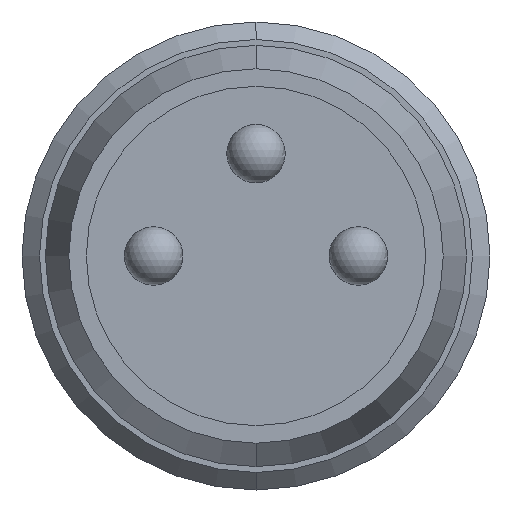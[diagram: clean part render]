
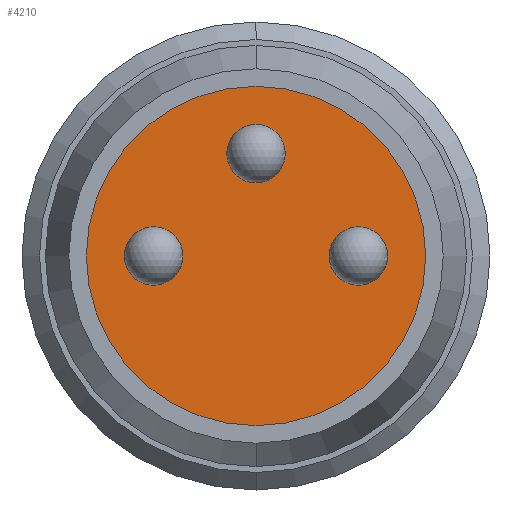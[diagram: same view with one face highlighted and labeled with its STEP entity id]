
A CAD part, front view. The second image highlights one B-rep face of the part: STEP entity #4210.
In plain terms, the highlighted planar face has unit normal (0, -1, 0).
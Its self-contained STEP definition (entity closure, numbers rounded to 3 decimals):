
#51=CARTESIAN_POINT('',(0.0,-3.5,2.9));
#52=VERTEX_POINT('',#51);
#68=CARTESIAN_POINT('',(0.,-3.5,-2.9));
#69=VERTEX_POINT('',#68);
#76=CARTESIAN_POINT('',(0.0,-3.5,0.));
#77=DIRECTION('',(0.0,1.0,0.0));
#78=DIRECTION('',(0.0,0.0,1.0));
#79=AXIS2_PLACEMENT_3D('',#76,#77,#78);
#80=CIRCLE('',#79,2.9);
#81=EDGE_CURVE('',#69,#52,#80,.T.);
#491=CARTESIAN_POINT('',(-1.25,-3.5,0.));
#492=VERTEX_POINT('',#491);
#501=CARTESIAN_POINT('',(-2.25,-3.5,0.));
#502=VERTEX_POINT('',#501);
#503=CARTESIAN_POINT('',(-1.75,-3.5,0.));
#504=DIRECTION('',(0.0,1.0,0.0));
#505=DIRECTION('',(1.0,0.0,0.0));
#506=AXIS2_PLACEMENT_3D('',#503,#504,#505);
#507=CIRCLE('',#506,0.5);
#508=EDGE_CURVE('',#502,#492,#507,.T.);
#533=CARTESIAN_POINT('',(2.25,-3.5,0.));
#534=VERTEX_POINT('',#533);
#543=CARTESIAN_POINT('',(1.25,-3.5,0.));
#544=VERTEX_POINT('',#543);
#545=CARTESIAN_POINT('',(1.75,-3.5,0.));
#546=DIRECTION('',(0.0,1.0,0.0));
#547=DIRECTION('',(1.0,0.0,0.0));
#548=AXIS2_PLACEMENT_3D('',#545,#546,#547);
#549=CIRCLE('',#548,0.5);
#550=EDGE_CURVE('',#544,#534,#549,.T.);
#575=CARTESIAN_POINT('',(0.5,-3.5,1.75));
#576=VERTEX_POINT('',#575);
#585=CARTESIAN_POINT('',(-0.5,-3.5,1.75));
#586=VERTEX_POINT('',#585);
#587=CARTESIAN_POINT('',(0.0,-3.5,1.75));
#588=DIRECTION('',(0.0,1.0,0.0));
#589=DIRECTION('',(1.0,0.0,0.0));
#590=AXIS2_PLACEMENT_3D('',#587,#588,#589);
#591=CIRCLE('',#590,0.5);
#592=EDGE_CURVE('',#586,#576,#591,.T.);
#3817=CARTESIAN_POINT('',(0.0,-3.5,1.75));
#3818=DIRECTION('',(0.0,1.0,0.0));
#3819=DIRECTION('',(1.0,0.0,0.0));
#3820=AXIS2_PLACEMENT_3D('',#3817,#3818,#3819);
#3821=CIRCLE('',#3820,0.5);
#3822=EDGE_CURVE('',#576,#586,#3821,.T.);
#3851=CARTESIAN_POINT('',(1.75,-3.5,0.));
#3852=DIRECTION('',(0.0,1.0,0.0));
#3853=DIRECTION('',(1.0,0.0,0.0));
#3854=AXIS2_PLACEMENT_3D('',#3851,#3852,#3853);
#3855=CIRCLE('',#3854,0.5);
#3856=EDGE_CURVE('',#534,#544,#3855,.T.);
#3885=CARTESIAN_POINT('',(-1.75,-3.5,0.));
#3886=DIRECTION('',(0.0,1.0,0.0));
#3887=DIRECTION('',(1.0,0.0,0.0));
#3888=AXIS2_PLACEMENT_3D('',#3885,#3886,#3887);
#3889=CIRCLE('',#3888,0.5);
#3890=EDGE_CURVE('',#492,#502,#3889,.T.);
#4183=CARTESIAN_POINT('',(0.0,-3.5,1.45));
#4184=DIRECTION('',(0.0,-1.0,0.0));
#4185=DIRECTION('',(0.0,0.0,-1.0));
#4186=AXIS2_PLACEMENT_3D('',#4183,#4184,#4185);
#4187=PLANE('',#4186);
#4188=CARTESIAN_POINT('',(0.0,-3.5,0.));
#4189=DIRECTION('',(0.0,1.0,0.0));
#4190=DIRECTION('',(0.0,0.0,1.0));
#4191=AXIS2_PLACEMENT_3D('',#4188,#4189,#4190);
#4192=CIRCLE('',#4191,2.9);
#4193=EDGE_CURVE('',#52,#69,#4192,.T.);
#4194=ORIENTED_EDGE('',*,*,#4193,.F.);
#4195=ORIENTED_EDGE('',*,*,#81,.F.);
#4196=EDGE_LOOP('',(#4194,#4195));
#4197=FACE_OUTER_BOUND('',#4196,.T.);
#4198=ORIENTED_EDGE('',*,*,#550,.T.);
#4199=ORIENTED_EDGE('',*,*,#3856,.T.);
#4200=EDGE_LOOP('',(#4198,#4199));
#4201=FACE_BOUND('',#4200,.T.);
#4202=ORIENTED_EDGE('',*,*,#508,.T.);
#4203=ORIENTED_EDGE('',*,*,#3890,.T.);
#4204=EDGE_LOOP('',(#4202,#4203));
#4205=FACE_BOUND('',#4204,.T.);
#4206=ORIENTED_EDGE('',*,*,#592,.T.);
#4207=ORIENTED_EDGE('',*,*,#3822,.T.);
#4208=EDGE_LOOP('',(#4206,#4207));
#4209=FACE_BOUND('',#4208,.T.);
#4210=ADVANCED_FACE('',(#4197,#4201,#4205,#4209),#4187,.T.);
